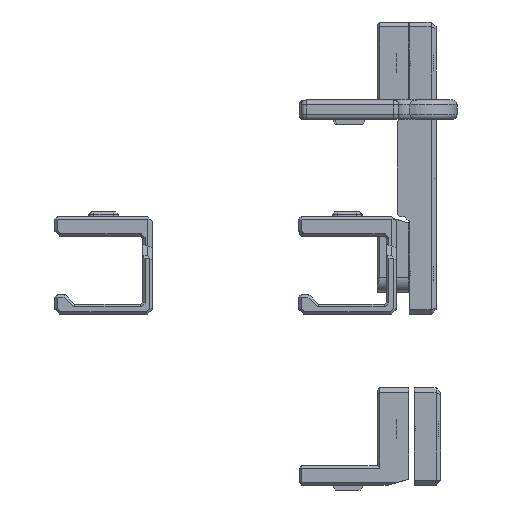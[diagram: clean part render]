
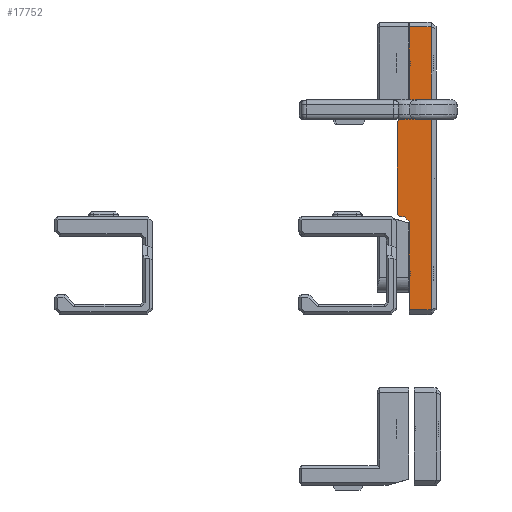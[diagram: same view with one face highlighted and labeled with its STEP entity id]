
A CAD part, left-side view. The second image highlights one B-rep face of the part: STEP entity #17752.
In plain terms, the highlighted planar face has unit normal (-1, 0, 0).
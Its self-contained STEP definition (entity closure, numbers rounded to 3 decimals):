
#562=FACE_OUTER_BOUND('',#1688,.T.);
#1688=EDGE_LOOP('',(#11942,#11943,#11944,#11945,#11946,#11947,#11948,#11949,
#11950,#11951,#11952,#11953));
#3519=LINE('',#26086,#5608);
#3523=LINE('',#26094,#5612);
#3529=LINE('',#26111,#5618);
#3530=LINE('',#26113,#5619);
#3531=LINE('',#26115,#5620);
#3532=LINE('',#26116,#5621);
#3533=LINE('',#26118,#5622);
#3534=LINE('',#26120,#5623);
#3535=LINE('',#26121,#5624);
#3536=LINE('',#26123,#5625);
#3537=LINE('',#26125,#5626);
#3538=LINE('',#26126,#5627);
#5608=VECTOR('',#20701,18.05);
#5612=VECTOR('',#20705,17.95);
#5618=VECTOR('',#20723,19.);
#5619=VECTOR('',#20724,0.707);
#5620=VECTOR('',#20725,1.);
#5621=VECTOR('',#20726,1.414);
#5622=VECTOR('',#20727,4.5);
#5623=VECTOR('',#20728,58.);
#5624=VECTOR('',#20729,4.5);
#5625=VECTOR('',#20730,1.414);
#5626=VECTOR('',#20731,1.);
#5627=VECTOR('',#20732,0.707);
#7666=VERTEX_POINT('',#26084);
#7667=VERTEX_POINT('',#26085);
#7670=VERTEX_POINT('',#26091);
#7671=VERTEX_POINT('',#26093);
#7675=VERTEX_POINT('',#26109);
#7676=VERTEX_POINT('',#26110);
#7677=VERTEX_POINT('',#26112);
#7678=VERTEX_POINT('',#26114);
#7679=VERTEX_POINT('',#26117);
#7680=VERTEX_POINT('',#26119);
#7681=VERTEX_POINT('',#26122);
#7682=VERTEX_POINT('',#26124);
#9258=EDGE_CURVE('',#7666,#7667,#3519,.T.);
#9262=EDGE_CURVE('',#7670,#7671,#3523,.T.);
#9271=EDGE_CURVE('',#7675,#7676,#3529,.T.);
#9272=EDGE_CURVE('',#7675,#7677,#3530,.T.);
#9273=EDGE_CURVE('',#7677,#7678,#3531,.T.);
#9274=EDGE_CURVE('',#7678,#7667,#3532,.T.);
#9275=EDGE_CURVE('',#7666,#7679,#3533,.T.);
#9276=EDGE_CURVE('',#7679,#7680,#3534,.T.);
#9277=EDGE_CURVE('',#7680,#7671,#3535,.T.);
#9278=EDGE_CURVE('',#7670,#7681,#3536,.T.);
#9279=EDGE_CURVE('',#7682,#7681,#3537,.T.);
#9280=EDGE_CURVE('',#7682,#7676,#3538,.T.);
#11942=ORIENTED_EDGE('',*,*,#9271,.F.);
#11943=ORIENTED_EDGE('',*,*,#9272,.T.);
#11944=ORIENTED_EDGE('',*,*,#9273,.T.);
#11945=ORIENTED_EDGE('',*,*,#9274,.T.);
#11946=ORIENTED_EDGE('',*,*,#9258,.F.);
#11947=ORIENTED_EDGE('',*,*,#9275,.T.);
#11948=ORIENTED_EDGE('',*,*,#9276,.T.);
#11949=ORIENTED_EDGE('',*,*,#9277,.T.);
#11950=ORIENTED_EDGE('',*,*,#9262,.F.);
#11951=ORIENTED_EDGE('',*,*,#9278,.T.);
#11952=ORIENTED_EDGE('',*,*,#9279,.F.);
#11953=ORIENTED_EDGE('',*,*,#9280,.T.);
#16946=PLANE('',#18907);
#17752=ADVANCED_FACE('',(#562),#16946,.T.);
#18907=AXIS2_PLACEMENT_3D('',#26108,#20721,#20722);
#20701=DIRECTION('',(0.,0.,1.));
#20705=DIRECTION('',(0.,0.,1.));
#20721=DIRECTION('center_axis',(-1.,0.,0.));
#20722=DIRECTION('ref_axis',(0.,1.,0.));
#20723=DIRECTION('',(0.,0.,1.));
#20724=DIRECTION('',(0.,-0.707,-0.707));
#20725=DIRECTION('',(0.,-1.,0.));
#20726=DIRECTION('',(0.,-0.707,-0.707));
#20727=DIRECTION('',(0.,-1.,0.));
#20728=DIRECTION('',(0.,0.,1.));
#20729=DIRECTION('',(0.,1.,0.));
#20730=DIRECTION('',(0.,0.707,-0.707));
#20731=DIRECTION('',(0.,-1.,0.));
#20732=DIRECTION('',(0.,0.707,-0.707));
#26084=CARTESIAN_POINT('',(298.907,599.34,48.933));
#26085=CARTESIAN_POINT('',(298.907,599.34,66.984));
#26086=CARTESIAN_POINT('',(298.907,599.34,48.933));
#26091=CARTESIAN_POINT('',(298.907,599.34,88.984));
#26093=CARTESIAN_POINT('',(298.907,599.34,106.933));
#26094=CARTESIAN_POINT('',(298.907,599.34,88.984));
#26108=CARTESIAN_POINT('Origin',(298.907,593.84,57.933));
#26109=CARTESIAN_POINT('',(298.907,601.84,68.484));
#26110=CARTESIAN_POINT('',(298.907,601.84,87.484));
#26111=CARTESIAN_POINT('',(298.907,601.84,68.484));
#26112=CARTESIAN_POINT('',(298.907,601.34,67.984));
#26113=CARTESIAN_POINT('',(298.907,601.84,68.484));
#26114=CARTESIAN_POINT('',(298.907,600.34,67.984));
#26115=CARTESIAN_POINT('',(298.907,601.34,67.984));
#26116=CARTESIAN_POINT('',(298.907,600.34,67.984));
#26117=CARTESIAN_POINT('',(298.907,594.84,48.933));
#26118=CARTESIAN_POINT('',(298.907,599.34,48.933));
#26119=CARTESIAN_POINT('',(298.907,594.84,106.933));
#26120=CARTESIAN_POINT('',(298.907,594.84,48.933));
#26121=CARTESIAN_POINT('',(298.907,594.84,106.933));
#26122=CARTESIAN_POINT('',(298.907,600.34,87.984));
#26123=CARTESIAN_POINT('',(298.907,599.34,88.984));
#26124=CARTESIAN_POINT('',(298.907,601.34,87.984));
#26125=CARTESIAN_POINT('',(298.907,601.34,87.984));
#26126=CARTESIAN_POINT('',(298.907,601.34,87.984));
